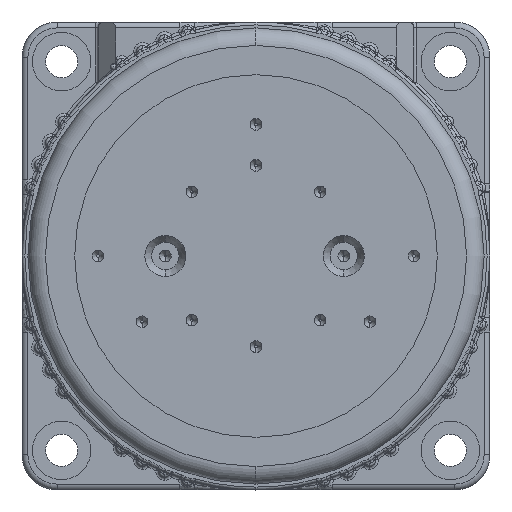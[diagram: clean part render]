
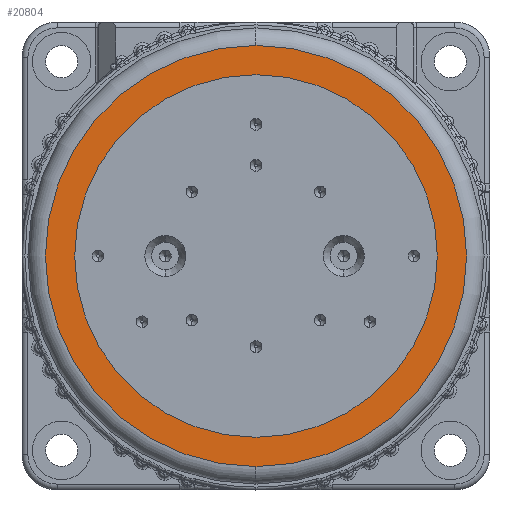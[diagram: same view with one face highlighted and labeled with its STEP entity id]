
A CAD part, front view. The second image highlights one B-rep face of the part: STEP entity #20804.
In plain terms, the highlighted planar face has unit normal (0, -1, 0).
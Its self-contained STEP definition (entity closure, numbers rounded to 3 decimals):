
#301 = DIRECTION ( 'NONE',  ( 0., 0., -1. ) ) ;
#3705 = CARTESIAN_POINT ( 'NONE',  ( 0., -80., -36. ) ) ;
#3741 = EDGE_CURVE ( 'NONE', #12358, #11130, #13156, .T. ) ;
#5547 = AXIS2_PLACEMENT_3D ( 'NONE', #19741, #6323, #21996 ) ;
#5638 = EDGE_CURVE ( 'NONE', #25573, #8082, #17997, .T. ) ;
#6323 = DIRECTION ( 'NONE',  ( 0., -1., 0. ) ) ;
#6916 = PLANE ( 'NONE',  #28244 ) ;
#7385 = ORIENTED_EDGE ( 'NONE', *, *, #13699, .F. ) ;
#8082 = VERTEX_POINT ( 'NONE', #23867 ) ;
#8386 = DIRECTION ( 'NONE',  ( 0., -1., 0. ) ) ;
#8542 = FACE_OUTER_BOUND ( 'NONE', #19590, .T. ) ;
#9183 = DIRECTION ( 'NONE',  ( 0., 0., -1. ) ) ;
#10131 = CARTESIAN_POINT ( 'NONE',  ( 0., -80., -31. ) ) ;
#10408 = CARTESIAN_POINT ( 'NONE',  ( 0., -80., 0. ) ) ;
#11130 = VERTEX_POINT ( 'NONE', #10131 ) ;
#11292 = EDGE_CURVE ( 'NONE', #8082, #25573, #28033, .T. ) ;
#12358 = VERTEX_POINT ( 'NONE', #16192 ) ;
#12645 = DIRECTION ( 'NONE',  ( 0., 0., -1. ) ) ;
#13156 = CIRCLE ( 'NONE', #27453, 31. ) ;
#13601 = CARTESIAN_POINT ( 'NONE',  ( 0., -80., 0. ) ) ;
#13699 = EDGE_CURVE ( 'NONE', #11130, #12358, #19862, .T. ) ;
#13765 = DIRECTION ( 'NONE',  ( 0., -1., 0. ) ) ;
#13884 = EDGE_LOOP ( 'NONE', ( #7385, #15266 ) ) ;
#14562 = AXIS2_PLACEMENT_3D ( 'NONE', #27190, #13765, #301 ) ;
#15266 = ORIENTED_EDGE ( 'NONE', *, *, #3741, .F. ) ;
#16192 = CARTESIAN_POINT ( 'NONE',  ( 0., -80., 31. ) ) ;
#17997 = CIRCLE ( 'NONE', #14562, 36. ) ;
#19590 = EDGE_LOOP ( 'NONE', ( #28730, #28953 ) ) ;
#19741 = CARTESIAN_POINT ( 'NONE',  ( 0., -80., 0. ) ) ;
#19745 = FACE_BOUND ( 'NONE', #13884, .T. ) ;
#19862 = CIRCLE ( 'NONE', #5547, 31. ) ;
#20804 = ADVANCED_FACE ( 'NONE', ( #19745, #8542 ), #6916, .T. ) ;
#21810 = CARTESIAN_POINT ( 'NONE',  ( 0., -80., 0. ) ) ;
#21996 = DIRECTION ( 'NONE',  ( 0., 0., -1. ) ) ;
#22574 = DIRECTION ( 'NONE',  ( 0., -1., 0. ) ) ;
#23123 = AXIS2_PLACEMENT_3D ( 'NONE', #10408, #26071, #12645 ) ;
#23867 = CARTESIAN_POINT ( 'NONE',  ( 0., -80., 36. ) ) ;
#24035 = DIRECTION ( 'NONE',  ( 0., 0., -1. ) ) ;
#25573 = VERTEX_POINT ( 'NONE', #3705 ) ;
#26071 = DIRECTION ( 'NONE',  ( 0., -1., 0. ) ) ;
#27190 = CARTESIAN_POINT ( 'NONE',  ( 0., -80., 0. ) ) ;
#27453 = AXIS2_PLACEMENT_3D ( 'NONE', #21810, #8386, #24035 ) ;
#28033 = CIRCLE ( 'NONE', #23123, 36. ) ;
#28244 = AXIS2_PLACEMENT_3D ( 'NONE', #13601, #22574, #9183 ) ;
#28730 = ORIENTED_EDGE ( 'NONE', *, *, #5638, .T. ) ;
#28953 = ORIENTED_EDGE ( 'NONE', *, *, #11292, .T. ) ;
